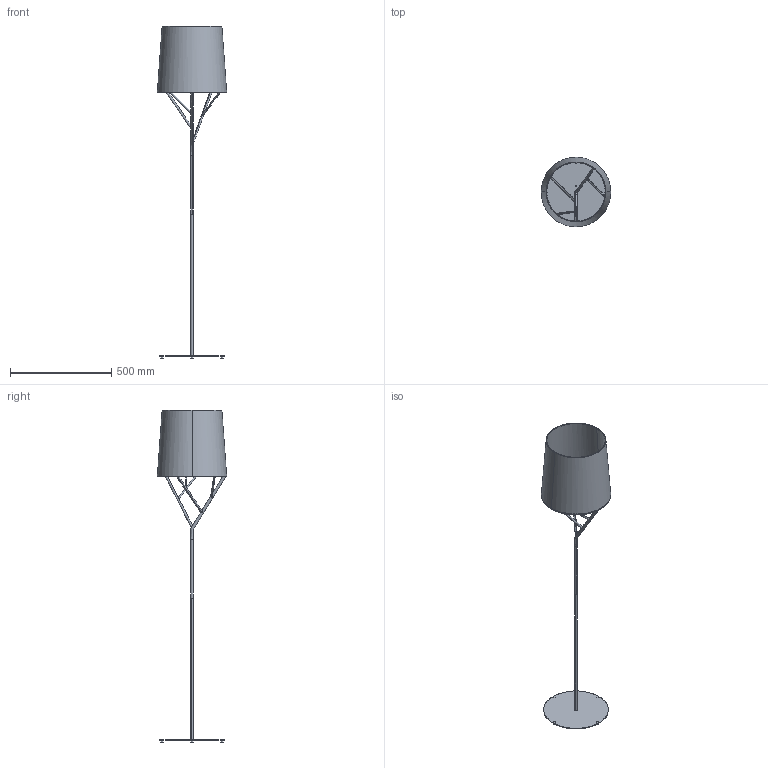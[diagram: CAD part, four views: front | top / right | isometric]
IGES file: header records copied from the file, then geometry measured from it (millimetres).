
Start section: SolidWorks IGES file using analytic representation for surfaces
Global section: file name: FARO TREE Pie de Salon.IGS; native system: SolidWorks 2012; preprocessor: SolidWorks 2012; author: Zairaholgado; date: 140404.111820; units: millimetre
Bounding box: 342.98 x 342.98 x 1639.61 mm (x, y, z)
Surface area: 931467.2 mm2 (no closed solid volume)
Topology: 0 solids, 0 shells, 68 faces, 1310 edges, 1310 vertices
Faces by surface type: bspline 36, revolution 32
